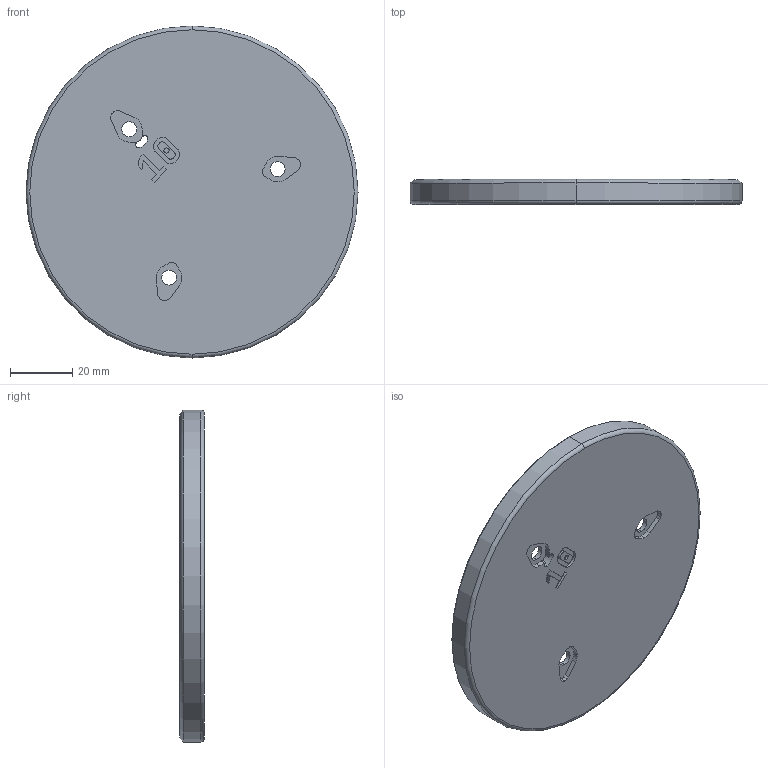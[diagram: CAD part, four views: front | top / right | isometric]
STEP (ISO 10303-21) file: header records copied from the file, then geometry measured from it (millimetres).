
FILE_DESCRIPTION (( 'STEP AP214' ), '1' );
FILE_NAME ('DrumPad_10cm.STEP', '2025-08-23T11:35:12', ( '' ), ( '' ), 'SwSTEP 2.0', 'SolidWorks 2024', '' );
FILE_SCHEMA (( 'AUTOMOTIVE_DESIGN' ));
Length unit declared in the file: millimetre
Products named in the file (1): DrumPad_10cm
Bounding box: 106.4 x 8 x 106.4 mm (x, y, z)
Volume: 30665.2 mm3; surface area: 21825.1 mm2
Topology: 1 solids, 1 shells, 111 faces, 288 edges, 190 vertices
Faces by surface type: plane 53, cylinder 42, bspline 12, torus 4
Entity records: 4045 total; most frequent: CARTESIAN_POINT 1274, ORIENTED_EDGE 576, DIRECTION 556, EDGE_CURVE 288, AXIS2_PLACEMENT_3D 192, VERTEX_POINT 190, VECTOR 172, LINE 172
